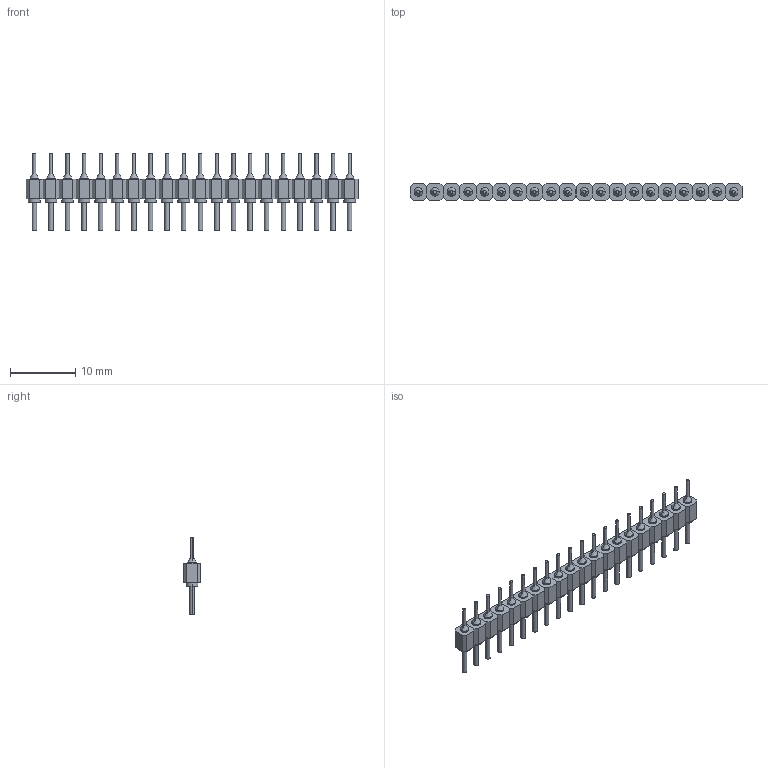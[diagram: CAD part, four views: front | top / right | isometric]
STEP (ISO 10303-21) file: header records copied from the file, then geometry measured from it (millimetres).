
FILE_DESCRIPTION((''),'2;1');
FILE_NAME('HARWIN_D01-9922046.stp','2008-12-08T16:35:49',(''),(''),'Mechanical Desktop 2006','Mechanical Desktop 2006',', , ');
FILE_SCHEMA(('AUTOMOTIVE_DESIGN { 1 2 10303 214 0 1 1 1 }'));
Length unit declared in the file: millimetre
Products named in the file (1): HARWIN_D01-9922046
Bounding box: 50.8 x 2.54 x 11.73 mm (x, y, z)
Volume: 445 mm3; surface area: 1417.9 mm2
Topology: 120 solids, 120 shells, 580 faces, 1080 edges, 700 vertices
Faces by surface type: plane 380, cylinder 160, cone 40
Entity records: 14097 total; most frequent: DIRECTION 2562, CARTESIAN_POINT 2321, ORIENTED_EDGE 2080, EDGE_CURVE 1040, AXIS2_PLACEMENT_3D 941, VERTEX_POINT 700, VECTOR 680, LINE 680
